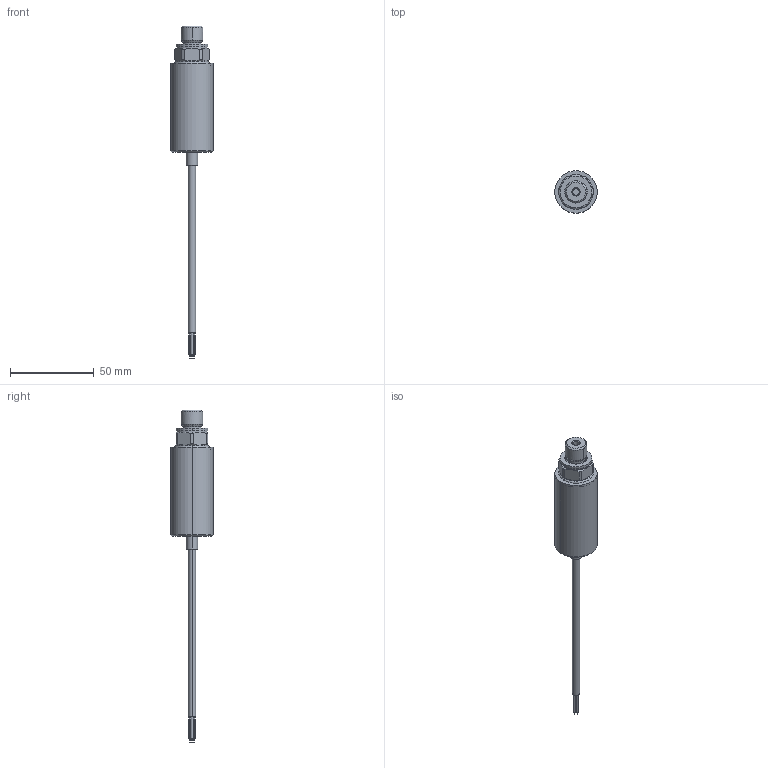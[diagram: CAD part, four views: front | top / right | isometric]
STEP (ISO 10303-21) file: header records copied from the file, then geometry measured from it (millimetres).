
FILE_DESCRIPTION(('Creo Elements/Direct Modeling STEP Export'),'2;1');
FILE_NAME('HI2200-2300.stp','2020-04-17T12:27:28',(''),(''),'Creo Elements/Direct Modeling STEP processor for AP214 (Solid Model)','Creo Elements/Direct Modeling 20.1B 02-Apr-2019 (C) Parametric Technology GmbH','');
FILE_SCHEMA(('AUTOMOTIVE_DESIGN { 1 0 10303 214 1 1 1 1 }'));
Length unit declared in the file: millimetre
Products named in the file (1): HI2200_2300
Bounding box: 25.4 x 25.4 x 198.7 mm (x, y, z)
Volume: 33473.6 mm3; surface area: 8814.3 mm2
Topology: 1 solids, 3 shells, 115 faces, 262 edges, 168 vertices
Faces by surface type: cylinder 44, plane 33, cone 32, torus 6
Entity records: 3303 total; most frequent: CARTESIAN_POINT 721, ORIENTED_EDGE 524, DIRECTION 406, EDGE_CURVE 262, VERTEX_POINT 168, AXIS2_PLACEMENT_3D 165, EDGE_LOOP 134, FACE_OUTER_BOUND 115
